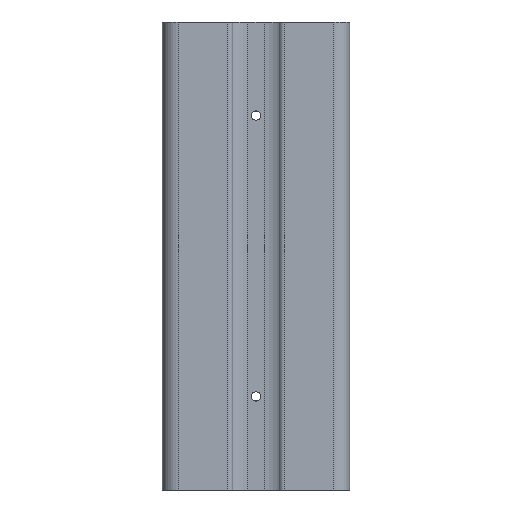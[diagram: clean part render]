
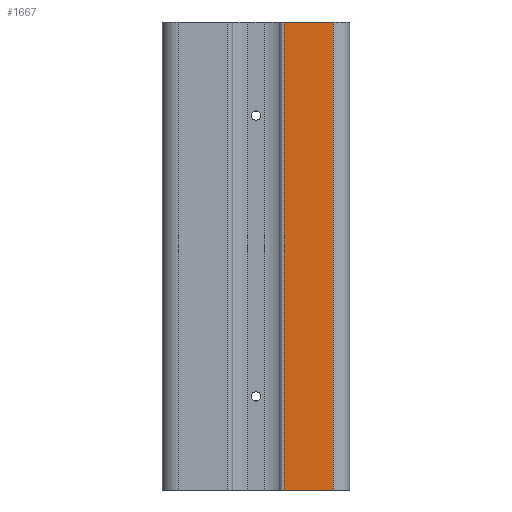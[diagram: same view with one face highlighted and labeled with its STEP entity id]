
A CAD part, front view. The second image highlights one B-rep face of the part: STEP entity #1667.
In plain terms, the highlighted planar face has unit normal (0, -1, 0).
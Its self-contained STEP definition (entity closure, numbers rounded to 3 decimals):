
#36=PLANE('',#1811);
#83=FACE_OUTER_BOUND('',#167,.T.);
#167=EDGE_LOOP('',(#1219,#1220,#1221,#1222));
#300=LINE('',#2835,#455);
#319=LINE('',#2911,#474);
#321=LINE('',#2917,#476);
#322=LINE('',#2918,#477);
#455=VECTOR('',#2020,10.);
#474=VECTOR('',#2079,1000.);
#476=VECTOR('',#2085,1000.);
#477=VECTOR('',#2086,1000.);
#730=VERTEX_POINT('',#2832);
#731=VERTEX_POINT('',#2834);
#768=VERTEX_POINT('',#2910);
#770=VERTEX_POINT('',#2916);
#912=EDGE_CURVE('',#731,#730,#300,.T.);
#950=EDGE_CURVE('',#768,#731,#319,.T.);
#953=EDGE_CURVE('',#770,#730,#321,.T.);
#954=EDGE_CURVE('',#768,#770,#322,.T.);
#1219=ORIENTED_EDGE('',*,*,#912,.T.);
#1220=ORIENTED_EDGE('',*,*,#953,.F.);
#1221=ORIENTED_EDGE('',*,*,#954,.F.);
#1222=ORIENTED_EDGE('',*,*,#950,.T.);
#1667=ADVANCED_FACE('',(#83),#36,.F.);
#1811=AXIS2_PLACEMENT_3D('',#2915,#2083,#2084);
#2020=DIRECTION('',(1.,0.,0.));
#2079=DIRECTION('',(0.,0.,-1.));
#2083=DIRECTION('center_axis',(0.,1.,0.));
#2084=DIRECTION('ref_axis',(-1.,0.,0.));
#2085=DIRECTION('',(0.,0.,-1.));
#2086=DIRECTION('',(1.,0.,0.));
#2832=CARTESIAN_POINT('',(8.25,-10.,254.8));
#2834=CARTESIAN_POINT('',(3.,-10.,254.8));
#2835=CARTESIAN_POINT('',(6.5,-10.,254.8));
#2910=CARTESIAN_POINT('',(3.,-10.,304.8));
#2911=CARTESIAN_POINT('',(3.,-10.,304.8));
#2915=CARTESIAN_POINT('Origin',(3.,-10.,304.8));
#2916=CARTESIAN_POINT('',(8.25,-10.,304.8));
#2917=CARTESIAN_POINT('',(8.25,-10.,304.8));
#2918=CARTESIAN_POINT('',(3.,-10.,304.8));
